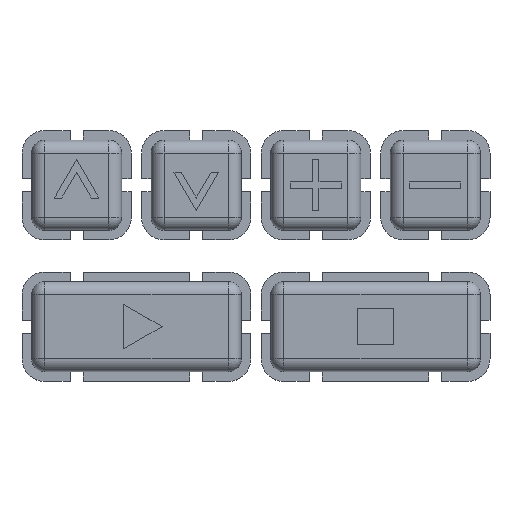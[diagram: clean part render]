
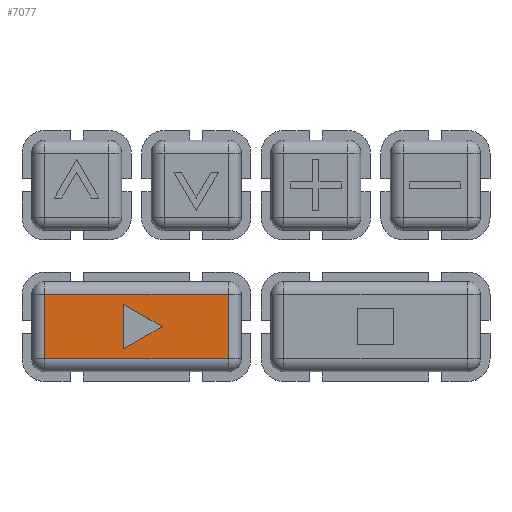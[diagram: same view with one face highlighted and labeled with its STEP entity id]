
A CAD part, top view. The second image highlights one B-rep face of the part: STEP entity #7077.
In plain terms, the highlighted planar face has unit normal (0, 0, 1).
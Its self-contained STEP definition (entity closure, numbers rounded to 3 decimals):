
#75=FACE_BOUND('',#993,.T.);
#557=FACE_OUTER_BOUND('',#992,.T.);
#992=EDGE_LOOP('',(#4946,#4947,#4948,#4949));
#993=EDGE_LOOP('',(#4950,#4951,#4952));
#1378=LINE('',#10336,#2166);
#1382=LINE('',#10344,#2170);
#1385=LINE('',#10349,#2173);
#1500=LINE('',#10654,#2288);
#1502=LINE('',#10662,#2290);
#1504=LINE('',#10672,#2292);
#1506=LINE('',#10681,#2294);
#2166=VECTOR('',#8158,10.);
#2170=VECTOR('',#8164,10.);
#2173=VECTOR('',#8169,10.);
#2288=VECTOR('',#8464,10.);
#2290=VECTOR('',#8472,10.);
#2292=VECTOR('',#8484,10.);
#2294=VECTOR('',#8496,10.);
#2954=VERTEX_POINT('',#10334);
#2955=VERTEX_POINT('',#10335);
#2958=VERTEX_POINT('',#10343);
#3058=VERTEX_POINT('',#10650);
#3059=VERTEX_POINT('',#10652);
#3062=VERTEX_POINT('',#10660);
#3065=VERTEX_POINT('',#10670);
#3606=EDGE_CURVE('',#2954,#2955,#1378,.T.);
#3610=EDGE_CURVE('',#2958,#2954,#1382,.T.);
#3613=EDGE_CURVE('',#2955,#2958,#1385,.T.);
#3762=EDGE_CURVE('',#3059,#3058,#1500,.T.);
#3766=EDGE_CURVE('',#3062,#3059,#1502,.T.);
#3771=EDGE_CURVE('',#3065,#3062,#1504,.T.);
#3776=EDGE_CURVE('',#3058,#3065,#1506,.T.);
#4946=ORIENTED_EDGE('',*,*,#3762,.F.);
#4947=ORIENTED_EDGE('',*,*,#3766,.F.);
#4948=ORIENTED_EDGE('',*,*,#3771,.F.);
#4949=ORIENTED_EDGE('',*,*,#3776,.F.);
#4950=ORIENTED_EDGE('',*,*,#3606,.T.);
#4951=ORIENTED_EDGE('',*,*,#3613,.T.);
#4952=ORIENTED_EDGE('',*,*,#3610,.T.);
#6794=PLANE('',#7573);
#7077=ADVANCED_FACE('',(#557,#75),#6794,.T.);
#7573=AXIS2_PLACEMENT_3D('',#10693,#8515,#8516);
#8158=DIRECTION('',(0.866,-0.5,0.));
#8164=DIRECTION('',(0.,1.,0.));
#8169=DIRECTION('',(-0.866,-0.5,0.));
#8464=DIRECTION('',(-1.,0.,0.));
#8472=DIRECTION('',(0.,-1.,0.));
#8484=DIRECTION('',(1.,0.,0.));
#8496=DIRECTION('',(0.,1.,0.));
#8515=DIRECTION('center_axis',(0.,0.,
1.));
#8516=DIRECTION('ref_axis',(-1.,0.,0.));
#10334=CARTESIAN_POINT('',(27.443,-127.331,141.879));
#10335=CARTESIAN_POINT('',(33.443,-130.795,141.879));
#10336=CARTESIAN_POINT('',(28.943,-128.197,141.879));
#10343=CARTESIAN_POINT('',(27.443,-134.259,141.879));
#10344=CARTESIAN_POINT('',(27.443,-132.527,141.879));
#10349=CARTESIAN_POINT('',(31.943,-131.661,141.879));
#10650=CARTESIAN_POINT('',(15.143,-135.795,141.879));
#10652=CARTESIAN_POINT('',(43.743,-135.795,141.879));
#10654=CARTESIAN_POINT('',(22.293,-135.795,141.879));
#10660=CARTESIAN_POINT('',(43.743,-125.795,141.879));
#10662=CARTESIAN_POINT('',(43.743,-133.295,141.879));
#10670=CARTESIAN_POINT('',(15.143,-125.795,141.879));
#10672=CARTESIAN_POINT('',(36.593,-125.795,141.879));
#10681=CARTESIAN_POINT('',(15.143,-128.295,141.879));
#10693=CARTESIAN_POINT('Origin',(29.443,-130.795,141.879));
